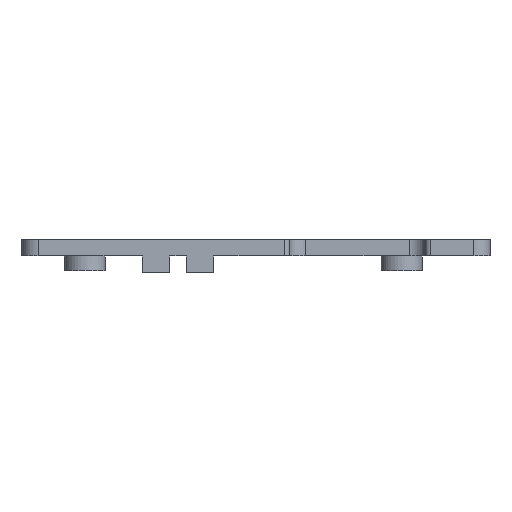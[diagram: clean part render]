
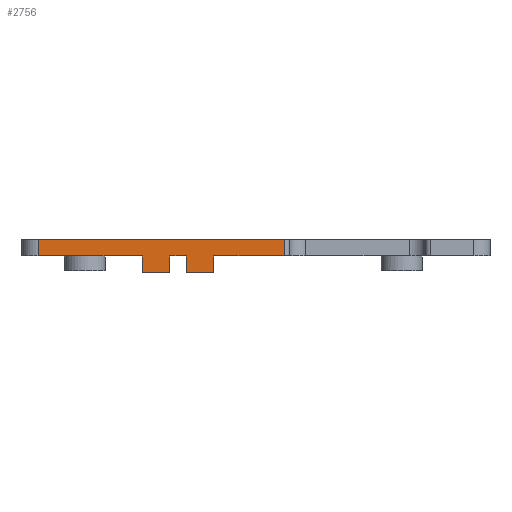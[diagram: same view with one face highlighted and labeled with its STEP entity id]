
A CAD part, front view. The second image highlights one B-rep face of the part: STEP entity #2756.
In plain terms, the highlighted planar face has unit normal (0, -1, 0).
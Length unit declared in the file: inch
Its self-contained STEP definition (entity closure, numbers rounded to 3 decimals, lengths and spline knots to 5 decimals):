
#38 = EDGE_CURVE ( 'NONE', #2580, #2793, #2298, .T. ) ;
#55 = DIRECTION ( 'NONE',  ( 0., 0., 1. ) ) ;
#77 = LINE ( 'NONE', #1538, #2040 ) ;
#86 = VERTEX_POINT ( 'NONE', #841 ) ;
#90 = CARTESIAN_POINT ( 'NONE',  ( 0.90042, 0., 0.41231 ) ) ;
#139 = EDGE_CURVE ( 'NONE', #3061, #217, #2116, .T. ) ;
#195 = ORIENTED_EDGE ( 'NONE', *, *, #3200, .T. ) ;
#217 = VERTEX_POINT ( 'NONE', #579 ) ;
#264 = CARTESIAN_POINT ( 'NONE',  ( 1.00042, 0., 0.41231 ) ) ;
#278 = LINE ( 'NONE', #1583, #1105 ) ;
#288 = LINE ( 'NONE', #1946, #2397 ) ;
#336 = EDGE_CURVE ( 'NONE', #1793, #2793, #3161, .T. ) ;
#426 = ORIENTED_EDGE ( 'NONE', *, *, #676, .T. ) ;
#441 = DIRECTION ( 'NONE',  ( -1., 0., 0. ) ) ;
#485 = ORIENTED_EDGE ( 'NONE', *, *, #1486, .F. ) ;
#504 = ORIENTED_EDGE ( 'NONE', *, *, #2374, .T. ) ;
#579 = CARTESIAN_POINT ( 'NONE',  ( 0.90042, 0., -0.1 ) ) ;
#595 = EDGE_LOOP ( 'NONE', ( #1134, #784, #894, #426, #504, #1399, #485, #2565, #195, #613, #1322, #2525 ) ) ;
#613 = ORIENTED_EDGE ( 'NONE', *, *, #38, .T. ) ;
#635 = EDGE_CURVE ( 'NONE', #1382, #3305, #288, .T. ) ;
#676 = EDGE_CURVE ( 'NONE', #2808, #86, #695, .T. ) ;
#695 = LINE ( 'NONE', #3279, #889 ) ;
#696 = CARTESIAN_POINT ( 'NONE',  ( 0.90042, 0., 0. ) ) ;
#739 = VECTOR ( 'NONE', #1700, 39.37008 ) ;
#758 = CARTESIAN_POINT ( 'NONE',  ( 1.16794, 0., 0. ) ) ;
#766 = PLANE ( 'NONE',  #1015 ) ;
#774 = DIRECTION ( 'NONE',  ( 1., 0., 0. ) ) ;
#784 = ORIENTED_EDGE ( 'NONE', *, *, #1412, .T. ) ;
#829 = LINE ( 'NONE', #2826, #3319 ) ;
#841 = CARTESIAN_POINT ( 'NONE',  ( 0.1, 0., 0. ) ) ;
#854 = DIRECTION ( 'NONE',  ( 0., 0., 1. ) ) ;
#876 = FACE_OUTER_BOUND ( 'NONE', #595, .T. ) ;
#884 = CARTESIAN_POINT ( 'NONE',  ( 1.00042, 0., 0. ) ) ;
#889 = VECTOR ( 'NONE', #1755, 39.37008 ) ;
#894 = ORIENTED_EDGE ( 'NONE', *, *, #1996, .F. ) ;
#1014 = VECTOR ( 'NONE', #1073, 39.37008 ) ;
#1015 = AXIS2_PLACEMENT_3D ( 'NONE', #2314, #1807, #1776 ) ;
#1073 = DIRECTION ( 'NONE',  ( 1., 0., 0. ) ) ;
#1105 = VECTOR ( 'NONE', #55, 39.37008 ) ;
#1134 = ORIENTED_EDGE ( 'NONE', *, *, #635, .T. ) ;
#1186 = CARTESIAN_POINT ( 'NONE',  ( 0.7329, 0., -0.1 ) ) ;
#1217 = CARTESIAN_POINT ( 'NONE',  ( 0.7329, 0., -0.1 ) ) ;
#1225 = CARTESIAN_POINT ( 'NONE',  ( 1.16794, 0., -0.1 ) ) ;
#1230 = CARTESIAN_POINT ( 'NONE',  ( 1.59798, 0., 0.1 ) ) ;
#1244 = CARTESIAN_POINT ( 'NONE',  ( 0.1, 0., 0. ) ) ;
#1259 = CARTESIAN_POINT ( 'NONE',  ( 0.1, 0., 0.1 ) ) ;
#1296 = VERTEX_POINT ( 'NONE', #2734 ) ;
#1312 = VECTOR ( 'NONE', #2488, 39.37008 ) ;
#1315 = LINE ( 'NONE', #1878, #2962 ) ;
#1322 = ORIENTED_EDGE ( 'NONE', *, *, #336, .F. ) ;
#1382 = VERTEX_POINT ( 'NONE', #758 ) ;
#1399 = ORIENTED_EDGE ( 'NONE', *, *, #3275, .F. ) ;
#1412 = EDGE_CURVE ( 'NONE', #3305, #1852, #1315, .T. ) ;
#1485 = VECTOR ( 'NONE', #1577, 39.37008 ) ;
#1486 = EDGE_CURVE ( 'NONE', #217, #3067, #3076, .T. ) ;
#1538 = CARTESIAN_POINT ( 'NONE',  ( 1.16794, 0., -0.1 ) ) ;
#1574 = EDGE_CURVE ( 'NONE', #1793, #1382, #77, .T. ) ;
#1577 = DIRECTION ( 'NONE',  ( 0., 0., -1. ) ) ;
#1583 = CARTESIAN_POINT ( 'NONE',  ( 0.7329, 0., -0.1 ) ) ;
#1700 = DIRECTION ( 'NONE',  ( -1., 0., 0. ) ) ;
#1755 = DIRECTION ( 'NONE',  ( 0., 0., -1. ) ) ;
#1776 = DIRECTION ( 'NONE',  ( 0., 0., 1. ) ) ;
#1793 = VERTEX_POINT ( 'NONE', #1225 ) ;
#1807 = DIRECTION ( 'NONE',  ( 0., 1., 0. ) ) ;
#1852 = VERTEX_POINT ( 'NONE', #1230 ) ;
#1861 = DIRECTION ( 'NONE',  ( 0., 0., -1. ) ) ;
#1878 = CARTESIAN_POINT ( 'NONE',  ( 1.59798, 0., 0.1 ) ) ;
#1946 = CARTESIAN_POINT ( 'NONE',  ( 0.1, 0., 0. ) ) ;
#1996 = EDGE_CURVE ( 'NONE', #2808, #1852, #2037, .T. ) ;
#2000 = LINE ( 'NONE', #1244, #1312 ) ;
#2037 = LINE ( 'NONE', #3096, #1014 ) ;
#2040 = VECTOR ( 'NONE', #854, 39.37008 ) ;
#2116 = LINE ( 'NONE', #90, #2836 ) ;
#2164 = DIRECTION ( 'NONE',  ( 0., 0., 1. ) ) ;
#2279 = CARTESIAN_POINT ( 'NONE',  ( 1.00042, 0., -0.1 ) ) ;
#2298 = LINE ( 'NONE', #264, #1485 ) ;
#2314 = CARTESIAN_POINT ( 'NONE',  ( 0.1, 0., 0.1 ) ) ;
#2374 = EDGE_CURVE ( 'NONE', #86, #1296, #2000, .T. ) ;
#2397 = VECTOR ( 'NONE', #3229, 39.37008 ) ;
#2488 = DIRECTION ( 'NONE',  ( 1., 0., 0. ) ) ;
#2525 = ORIENTED_EDGE ( 'NONE', *, *, #1574, .T. ) ;
#2565 = ORIENTED_EDGE ( 'NONE', *, *, #139, .F. ) ;
#2580 = VERTEX_POINT ( 'NONE', #884 ) ;
#2619 = CARTESIAN_POINT ( 'NONE',  ( 1.59798, 0., 0. ) ) ;
#2734 = CARTESIAN_POINT ( 'NONE',  ( 0.7329, 0., 0. ) ) ;
#2756 = ADVANCED_FACE ( 'NONE', ( #876 ), #766, .F. ) ;
#2793 = VERTEX_POINT ( 'NONE', #2279 ) ;
#2808 = VERTEX_POINT ( 'NONE', #1259 ) ;
#2826 = CARTESIAN_POINT ( 'NONE',  ( 0.1, 0., 0. ) ) ;
#2836 = VECTOR ( 'NONE', #1861, 39.37008 ) ;
#2962 = VECTOR ( 'NONE', #2164, 39.37008 ) ;
#2995 = CARTESIAN_POINT ( 'NONE',  ( 0.7329, 0., -0.1 ) ) ;
#3061 = VERTEX_POINT ( 'NONE', #696 ) ;
#3067 = VERTEX_POINT ( 'NONE', #2995 ) ;
#3076 = LINE ( 'NONE', #1186, #3253 ) ;
#3096 = CARTESIAN_POINT ( 'NONE',  ( 0.1, 0., 0.1 ) ) ;
#3161 = LINE ( 'NONE', #1217, #739 ) ;
#3200 = EDGE_CURVE ( 'NONE', #3061, #2580, #829, .T. ) ;
#3229 = DIRECTION ( 'NONE',  ( 1., 0., 0. ) ) ;
#3253 = VECTOR ( 'NONE', #441, 39.37008 ) ;
#3275 = EDGE_CURVE ( 'NONE', #3067, #1296, #278, .T. ) ;
#3279 = CARTESIAN_POINT ( 'NONE',  ( 0.1, 0., 0.1 ) ) ;
#3305 = VERTEX_POINT ( 'NONE', #2619 ) ;
#3319 = VECTOR ( 'NONE', #774, 39.37008 ) ;
